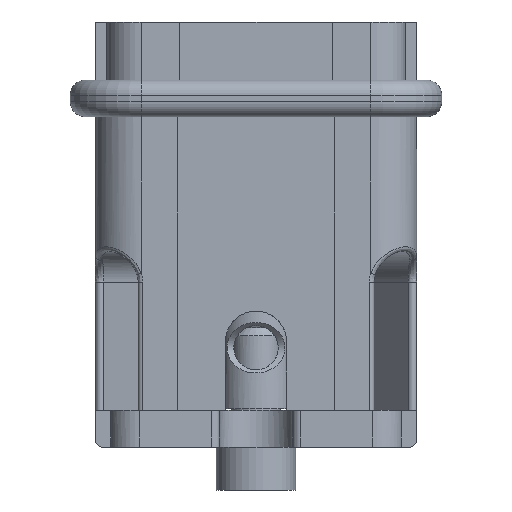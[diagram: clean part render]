
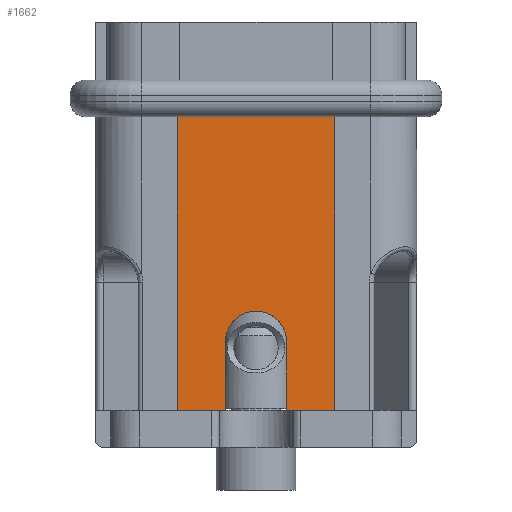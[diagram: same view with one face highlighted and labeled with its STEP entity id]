
A CAD part, front view. The second image highlights one B-rep face of the part: STEP entity #1662.
In plain terms, the highlighted planar face has unit normal (0, -1, 0).
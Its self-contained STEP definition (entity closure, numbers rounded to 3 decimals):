
#988=CIRCLE('',#14814,2.);
#1662=ADVANCED_FACE('',(#2897),#2447,.T.);
#2447=PLANE('',#14815);
#2897=FACE_OUTER_BOUND('',#3542,.T.);
#3542=EDGE_LOOP('',(#4613,#4614,#4615,#4616,#4617,#4618,#4619,#4620,#4621,
#4622,#4623,#4624));
#4613=ORIENTED_EDGE('',*,*,#10239,.F.);
#4614=ORIENTED_EDGE('',*,*,#10240,.T.);
#4615=ORIENTED_EDGE('',*,*,#10241,.F.);
#4616=ORIENTED_EDGE('',*,*,#10242,.F.);
#4617=ORIENTED_EDGE('',*,*,#10243,.F.);
#4618=ORIENTED_EDGE('',*,*,#10244,.T.);
#4619=ORIENTED_EDGE('',*,*,#10245,.F.);
#4620=ORIENTED_EDGE('',*,*,#10246,.T.);
#4621=ORIENTED_EDGE('',*,*,#10247,.F.);
#4622=ORIENTED_EDGE('',*,*,#10248,.T.);
#4623=ORIENTED_EDGE('',*,*,#10249,.F.);
#4624=ORIENTED_EDGE('',*,*,#10250,.F.);
#8819=VERTEX_POINT('',#20714);
#8820=VERTEX_POINT('',#20715);
#8821=VERTEX_POINT('',#20717);
#8822=VERTEX_POINT('',#20719);
#8823=VERTEX_POINT('',#20721);
#8824=VERTEX_POINT('',#20723);
#8825=VERTEX_POINT('',#20725);
#8826=VERTEX_POINT('',#20727);
#8827=VERTEX_POINT('',#20729);
#8828=VERTEX_POINT('',#20731);
#8829=VERTEX_POINT('',#20733);
#8830=VERTEX_POINT('',#20735);
#10239=EDGE_CURVE('',#8819,#8820,#12297,.T.);
#10240=EDGE_CURVE('',#8819,#8821,#12298,.T.);
#10241=EDGE_CURVE('',#8822,#8821,#12299,.T.);
#10242=EDGE_CURVE('',#8823,#8822,#12300,.T.);
#10243=EDGE_CURVE('',#8824,#8823,#12301,.T.);
#10244=EDGE_CURVE('',#8824,#8825,#12302,.T.);
#10245=EDGE_CURVE('',#8826,#8825,#988,.T.);
#10246=EDGE_CURVE('',#8826,#8827,#12303,.T.);
#10247=EDGE_CURVE('',#8828,#8827,#12304,.T.);
#10248=EDGE_CURVE('',#8828,#8829,#12305,.T.);
#10249=EDGE_CURVE('',#8830,#8829,#12306,.T.);
#10250=EDGE_CURVE('',#8820,#8830,#12307,.T.);
#12297=LINE('',#20713,#13550);
#12298=LINE('',#20716,#13551);
#12299=LINE('',#20718,#13552);
#12300=LINE('',#20720,#13553);
#12301=LINE('',#20722,#13554);
#12302=LINE('',#20724,#13555);
#12303=LINE('',#20728,#13556);
#12304=LINE('',#20730,#13557);
#12305=LINE('',#20732,#13558);
#12306=LINE('',#20734,#13559);
#12307=LINE('',#20736,#13560);
#13550=VECTOR('',#16464,1.);
#13551=VECTOR('',#16465,1.);
#13552=VECTOR('',#16466,1.);
#13553=VECTOR('',#16467,1.);
#13554=VECTOR('',#16468,1.);
#13555=VECTOR('',#16469,1.);
#13556=VECTOR('',#16472,1.);
#13557=VECTOR('',#16473,1.);
#13558=VECTOR('',#16474,1.);
#13559=VECTOR('',#16475,1.);
#13560=VECTOR('',#16476,1.);
#14814=AXIS2_PLACEMENT_3D('',#20726,#16470,#16471);
#14815=AXIS2_PLACEMENT_3D('',#20737,#16477,#16478);
#16464=DIRECTION('',(1.,0.,0.));
#16465=DIRECTION('',(0.,0.,-1.));
#16466=DIRECTION('',(-1.,0.,0.));
#16467=DIRECTION('',(0.,0.,1.));
#16468=DIRECTION('',(-1.,0.,0.));
#16469=DIRECTION('',(0.,0.,1.));
#16470=DIRECTION('',(0.,-1.,0.));
#16471=DIRECTION('',(0.,0.,-1.));
#16472=DIRECTION('',(0.,0.,-1.));
#16473=DIRECTION('',(-1.,0.,0.));
#16474=DIRECTION('',(0.,0.,1.));
#16475=DIRECTION('',(-1.,0.,0.));
#16476=DIRECTION('',(0.,0.,-1.));
#16477=DIRECTION('',(0.,-1.,0.));
#16478=DIRECTION('',(0.,0.,-1.));
#20713=CARTESIAN_POINT('',(-7.513,-9.975,-24.124));
#20714=CARTESIAN_POINT('',(-7.513,-9.975,-24.124));
#20715=CARTESIAN_POINT('',(7.487,-9.975,-24.124));
#20716=CARTESIAN_POINT('',(-7.513,-9.975,-18.7));
#20717=CARTESIAN_POINT('',(-7.513,-9.975,-24.7));
#20718=CARTESIAN_POINT('',(7.487,-9.975,-24.7));
#20719=CARTESIAN_POINT('',(-5.163,-9.975,-24.7));
#20720=CARTESIAN_POINT('',(-5.163,-9.975,-18.7));
#20721=CARTESIAN_POINT('',(-5.163,-9.975,-44.1));
#20722=CARTESIAN_POINT('',(-0.013,-9.975,-44.1));
#20723=CARTESIAN_POINT('',(-2.013,-9.975,-44.1));
#20724=CARTESIAN_POINT('',(-2.013,-9.975,-18.7));
#20725=CARTESIAN_POINT('',(-2.013,-9.975,-39.6));
#20726=CARTESIAN_POINT('',(-0.013,-9.975,-39.6));
#20727=CARTESIAN_POINT('',(1.987,-9.975,-39.6));
#20728=CARTESIAN_POINT('',(1.987,-9.975,-18.7));
#20729=CARTESIAN_POINT('',(1.987,-9.975,-44.1));
#20730=CARTESIAN_POINT('',(-0.013,-9.975,-44.1));
#20731=CARTESIAN_POINT('',(5.137,-9.975,-44.1));
#20732=CARTESIAN_POINT('',(5.137,-9.975,-18.7));
#20733=CARTESIAN_POINT('',(5.137,-9.975,-24.7));
#20734=CARTESIAN_POINT('',(7.487,-9.975,-24.7));
#20735=CARTESIAN_POINT('',(7.487,-9.975,-24.7));
#20736=CARTESIAN_POINT('',(7.487,-9.975,-18.7));
#20737=CARTESIAN_POINT('',(7.487,-9.975,-18.7));
